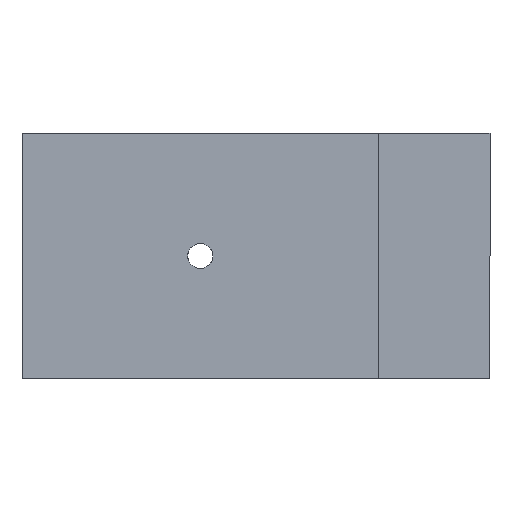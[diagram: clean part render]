
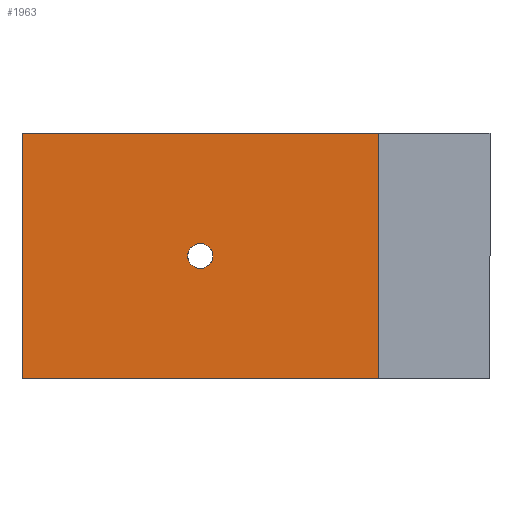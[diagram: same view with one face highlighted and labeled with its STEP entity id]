
A CAD part, front view. The second image highlights one B-rep face of the part: STEP entity #1963.
In plain terms, the highlighted planar face has unit normal (0, -1, 0).
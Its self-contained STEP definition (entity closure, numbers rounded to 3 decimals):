
#71 = VECTOR ( 'NONE', #2226, 1000. ) ;
#73 = VECTOR ( 'NONE', #1088, 1000. ) ;
#99 = CARTESIAN_POINT ( 'NONE',  ( 320., 0., -220. ) ) ;
#104 = VERTEX_POINT ( 'NONE', #506 ) ;
#118 = DIRECTION ( 'NONE',  ( 0., 0., -1. ) ) ;
#123 = LINE ( 'NONE', #861, #252 ) ;
#158 = EDGE_CURVE ( 'NONE', #435, #1153, #1442, .T. ) ;
#252 = VECTOR ( 'NONE', #1601, 1000. ) ;
#266 = CARTESIAN_POINT ( 'NONE',  ( 320., 0., -220. ) ) ;
#297 = PLANE ( 'NONE',  #552 ) ;
#331 = CARTESIAN_POINT ( 'NONE',  ( 0., 0., 0. ) ) ;
#340 = CARTESIAN_POINT ( 'NONE',  ( 0., 0., -440. ) ) ;
#435 = VERTEX_POINT ( 'NONE', #1259 ) ;
#437 = EDGE_LOOP ( 'NONE', ( #1180, #2282 ) ) ;
#506 = CARTESIAN_POINT ( 'NONE',  ( 320., 0., -197.5 ) ) ;
#520 = CARTESIAN_POINT ( 'NONE',  ( 320., 0., -242.5 ) ) ;
#552 = AXIS2_PLACEMENT_3D ( 'NONE', #1040, #1781, #118 ) ;
#737 = LINE ( 'NONE', #1472, #71 ) ;
#822 = AXIS2_PLACEMENT_3D ( 'NONE', #99, #1389, #2137 ) ;
#861 = CARTESIAN_POINT ( 'NONE',  ( 0., 0., 0. ) ) ;
#930 = ORIENTED_EDGE ( 'NONE', *, *, #158, .F. ) ;
#951 = AXIS2_PLACEMENT_3D ( 'NONE', #266, #1008, #1745 ) ;
#1008 = DIRECTION ( 'NONE',  ( 0., 1., 0. ) ) ;
#1017 = ORIENTED_EDGE ( 'NONE', *, *, #1925, .F. ) ;
#1040 = CARTESIAN_POINT ( 'NONE',  ( 0., 0., -440. ) ) ;
#1080 = DIRECTION ( 'NONE',  ( 0., 0., 1. ) ) ;
#1088 = DIRECTION ( 'NONE',  ( -1., 0., 0. ) ) ;
#1134 = CARTESIAN_POINT ( 'NONE',  ( 640., 0., 0. ) ) ;
#1152 = VERTEX_POINT ( 'NONE', #520 ) ;
#1153 = VERTEX_POINT ( 'NONE', #1264 ) ;
#1180 = ORIENTED_EDGE ( 'NONE', *, *, #2269, .T. ) ;
#1220 = FACE_BOUND ( 'NONE', #437, .T. ) ;
#1229 = EDGE_CURVE ( 'NONE', #1289, #435, #737, .T. ) ;
#1259 = CARTESIAN_POINT ( 'NONE',  ( 640., 0., -440. ) ) ;
#1264 = CARTESIAN_POINT ( 'NONE',  ( 0., 0., -440. ) ) ;
#1289 = VERTEX_POINT ( 'NONE', #1134 ) ;
#1389 = DIRECTION ( 'NONE',  ( 0., 1., 0. ) ) ;
#1442 = LINE ( 'NONE', #340, #73 ) ;
#1472 = CARTESIAN_POINT ( 'NONE',  ( 640., 0., 0. ) ) ;
#1590 = VERTEX_POINT ( 'NONE', #2074 ) ;
#1601 = DIRECTION ( 'NONE',  ( 1., 0., 0. ) ) ;
#1655 = ORIENTED_EDGE ( 'NONE', *, *, #1229, .F. ) ;
#1698 = EDGE_CURVE ( 'NONE', #1153, #1590, #2006, .T. ) ;
#1745 = DIRECTION ( 'NONE',  ( 0., 0., -1. ) ) ;
#1781 = DIRECTION ( 'NONE',  ( 0., -1., 0. ) ) ;
#1848 = ORIENTED_EDGE ( 'NONE', *, *, #1698, .F. ) ;
#1869 = EDGE_LOOP ( 'NONE', ( #1848, #930, #1655, #1017 ) ) ;
#1886 = CIRCLE ( 'NONE', #822, 22.5 ) ;
#1925 = EDGE_CURVE ( 'NONE', #1590, #1289, #123, .T. ) ;
#1963 = ADVANCED_FACE ( 'NONE', ( #1220, #1968 ), #297, .T. ) ;
#1968 = FACE_OUTER_BOUND ( 'NONE', #1869, .T. ) ;
#1989 = CIRCLE ( 'NONE', #951, 22.5 ) ;
#2006 = LINE ( 'NONE', #331, #2127 ) ;
#2074 = CARTESIAN_POINT ( 'NONE',  ( 0., 0., 0. ) ) ;
#2127 = VECTOR ( 'NONE', #1080, 1000. ) ;
#2137 = DIRECTION ( 'NONE',  ( 0., 0., -1. ) ) ;
#2226 = DIRECTION ( 'NONE',  ( 0., 0., -1. ) ) ;
#2269 = EDGE_CURVE ( 'NONE', #104, #1152, #1989, .T. ) ;
#2282 = ORIENTED_EDGE ( 'NONE', *, *, #2357, .T. ) ;
#2357 = EDGE_CURVE ( 'NONE', #1152, #104, #1886, .T. ) ;
